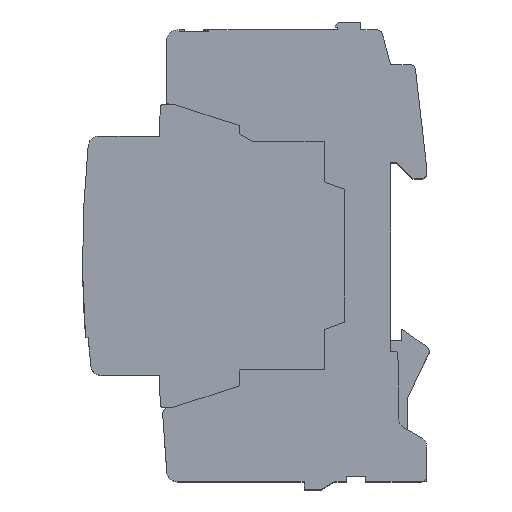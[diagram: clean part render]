
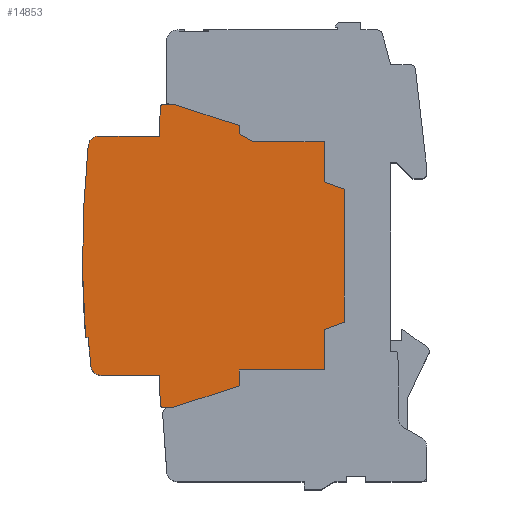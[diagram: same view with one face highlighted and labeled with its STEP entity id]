
A CAD part, top view. The second image highlights one B-rep face of the part: STEP entity #14853.
In plain terms, the highlighted planar face has unit normal (0, 0, 1).
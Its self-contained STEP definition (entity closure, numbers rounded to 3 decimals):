
#2001=DIRECTION('',(1.,0.,0.));
#2002=VECTOR('',#2001,0.839);
#2003=CARTESIAN_POINT('',(-41.65,28.5,44.4));
#2004=LINE('',#2003,#2002);
#4423=DIRECTION('',(0.951,-0.309,0.));
#4424=VECTOR('',#4423,12.944);
#4425=CARTESIAN_POINT('',(-40.811,28.5,44.4));
#4426=LINE('',#4425,#4424);
#4463=DIRECTION('',(0.,1.,0.));
#4464=VECTOR('',#4463,1.557);
#4465=CARTESIAN_POINT('',(-28.5,22.943,44.4));
#4466=LINE('',#4465,#4464);
#4503=DIRECTION('',(0.866,-0.5,0.));
#4504=VECTOR('',#4503,2.887);
#4505=CARTESIAN_POINT('',(-28.5,22.943,44.4));
#4506=LINE('',#4505,#4504);
#4543=DIRECTION('',(-1.,0.,0.));
#4544=VECTOR('',#4543,13.5);
#4545=CARTESIAN_POINT('',(-12.5,21.5,44.4));
#4546=LINE('',#4545,#4544);
#4583=DIRECTION('',(0.,-1.,0.));
#4584=VECTOR('',#4583,7.617);
#4585=CARTESIAN_POINT('',(-12.5,21.5,44.4));
#4586=LINE('',#4585,#4584);
#4623=DIRECTION('',(0.94,-0.342,0.));
#4624=VECTOR('',#4623,4.044);
#4625=CARTESIAN_POINT('',(-12.5,13.883,44.4));
#4626=LINE('',#4625,#4624);
#4663=DIRECTION('',(0.,-1.,0.));
#4664=VECTOR('',#4663,25.);
#4665=CARTESIAN_POINT('',(-8.7,12.5,44.4));
#4666=LINE('',#4665,#4664);
#4703=DIRECTION('',(-0.94,-0.342,0.));
#4704=VECTOR('',#4703,4.044);
#4705=CARTESIAN_POINT('',(-8.7,-12.5,44.4));
#4706=LINE('',#4705,#4704);
#4743=DIRECTION('',(0.,-1.,0.));
#4744=VECTOR('',#4743,7.617);
#4745=CARTESIAN_POINT('',(-12.5,-13.883,44.4));
#4746=LINE('',#4745,#4744);
#4783=DIRECTION('',(-1.,0.,0.));
#4784=VECTOR('',#4783,16.);
#4785=CARTESIAN_POINT('',(-12.5,-21.5,44.4));
#4786=LINE('',#4785,#4784);
#4823=DIRECTION('',(0.,-1.,0.));
#4824=VECTOR('',#4823,3.);
#4825=CARTESIAN_POINT('',(-28.5,-21.5,44.4));
#4826=LINE('',#4825,#4824);
#4863=DIRECTION('',(-0.951,-0.309,0.));
#4864=VECTOR('',#4863,12.944);
#4865=CARTESIAN_POINT('',(-28.5,-24.5,44.4));
#4866=LINE('',#4865,#4864);
#4903=DIRECTION('',(-1.,0.,0.));
#4904=VECTOR('',#4903,0.839);
#4905=CARTESIAN_POINT('',(-40.811,-28.5,44.4));
#4906=LINE('',#4905,#4904);
#5399=DIRECTION('',(1.,0.,0.));
#5400=VECTOR('',#5399,1.15);
#5401=CARTESIAN_POINT('',(-42.8,-28.5,44.4));
#5402=LINE('',#5401,#5400);
#5403=CARTESIAN_POINT('',(-42.8,-28.,44.4));
#5404=DIRECTION('',(0.,0.,1.));
#5405=DIRECTION('',(-0.998,-0.07,0.));
#5406=AXIS2_PLACEMENT_3D('',#5403,#5404,#5405);
#5408=DIRECTION('',(0.07,-0.998,0.));
#5409=VECTOR('',#5408,2.889);
#5410=CARTESIAN_POINT('',(-43.5,-25.153,44.4));
#5411=LINE('',#5410,#5409);
#5412=DIRECTION('',(0.,-1.,0.));
#5413=VECTOR('',#5412,2.653);
#5414=CARTESIAN_POINT('',(-43.5,-22.5,44.4));
#5415=LINE('',#5414,#5413);
#5416=CARTESIAN_POINT('',(-54.435,-20.5,44.4));
#5417=DIRECTION('',(0.,0.,1.));
#5418=DIRECTION('',(-0.995,-0.104,0.));
#5419=AXIS2_PLACEMENT_3D('',#5416,#5417,#5418);
#5421=CARTESIAN_POINT('',(142.,0.,44.4));
#5422=DIRECTION('',(0.,0.,1.));
#5423=DIRECTION('',(-0.997,-0.077,0.));
#5424=AXIS2_PLACEMENT_3D('',#5421,#5422,#5423);
#5426=DIRECTION('',(1.,0.,0.));
#5427=VECTOR('',#5426,0.5);
#5428=CARTESIAN_POINT('',(-57.41,-15.348,44.4));
#5429=LINE('',#5428,#5427);
#5430=CARTESIAN_POINT('',(142.,0.,44.4));
#5431=DIRECTION('',(0.,0.,1.));
#5432=DIRECTION('',(-0.995,0.104,0.));
#5433=AXIS2_PLACEMENT_3D('',#5430,#5431,#5432);
#5435=CARTESIAN_POINT('',(-54.936,20.5,44.4));
#5436=DIRECTION('',(0.,0.,1.));
#5437=DIRECTION('',(0.,1.,0.));
#5438=AXIS2_PLACEMENT_3D('',#5435,#5436,#5437);
#5440=DIRECTION('',(0.,-1.,0.));
#5441=VECTOR('',#5440,2.653);
#5442=CARTESIAN_POINT('',(-43.5,25.153,44.4));
#5443=LINE('',#5442,#5441);
#5444=DIRECTION('',(-0.07,-0.998,0.));
#5445=VECTOR('',#5444,2.889);
#5446=CARTESIAN_POINT('',(-43.298,28.035,44.4));
#5447=LINE('',#5446,#5445);
#5448=CARTESIAN_POINT('',(-42.8,28.,44.4));
#5449=DIRECTION('',(0.,0.,1.));
#5450=DIRECTION('',(0.,1.,0.));
#5451=AXIS2_PLACEMENT_3D('',#5448,#5449,#5450);
#5453=DIRECTION('',(-1.,0.,0.));
#5454=VECTOR('',#5453,1.15);
#5455=CARTESIAN_POINT('',(-41.65,28.5,44.4));
#5456=LINE('',#5455,#5454);
#5469=DIRECTION('',(1.,0.,0.));
#5470=VECTOR('',#5469,10.935);
#5471=CARTESIAN_POINT('',(-54.435,-22.5,44.4));
#5472=LINE('',#5471,#5470);
#5519=DIRECTION('',(-1.,0.,0.));
#5520=VECTOR('',#5519,11.436);
#5521=CARTESIAN_POINT('',(-43.5,22.5,44.4));
#5522=LINE('',#5521,#5520);
#7111=CARTESIAN_POINT('',(-42.8,28.5,44.4));
#7112=CARTESIAN_POINT('',(-43.298,28.035,44.4));
#7113=VERTEX_POINT('',#7111);
#7114=VERTEX_POINT('',#7112);
#7115=CARTESIAN_POINT('',(-43.5,25.153,44.4));
#7116=VERTEX_POINT('',#7115);
#7117=CARTESIAN_POINT('',(-43.5,22.5,44.4));
#7118=VERTEX_POINT('',#7117);
#7119=CARTESIAN_POINT('',(-54.936,22.5,44.4));
#7120=CARTESIAN_POINT('',(-56.925,20.707,44.4));
#7121=VERTEX_POINT('',#7119);
#7122=VERTEX_POINT('',#7120);
#7123=CARTESIAN_POINT('',(-57.41,-15.348,44.4));
#7124=VERTEX_POINT('',#7123);
#7125=CARTESIAN_POINT('',(-56.91,-15.348,44.4));
#7126=VERTEX_POINT('',#7125);
#7127=CARTESIAN_POINT('',(-56.424,-20.708,44.4));
#7128=VERTEX_POINT('',#7127);
#7129=CARTESIAN_POINT('',(-54.435,-22.5,44.4));
#7130=VERTEX_POINT('',#7129);
#7131=CARTESIAN_POINT('',(-43.5,-22.5,44.4));
#7132=CARTESIAN_POINT('',(-43.5,-25.153,44.4));
#7133=VERTEX_POINT('',#7131);
#7134=VERTEX_POINT('',#7132);
#7135=CARTESIAN_POINT('',(-43.298,-28.035,44.4));
#7136=VERTEX_POINT('',#7135);
#7137=CARTESIAN_POINT('',(-42.8,-28.5,44.4));
#7138=VERTEX_POINT('',#7137);
#7172=CARTESIAN_POINT('',(-41.65,28.5,44.4));
#7173=CARTESIAN_POINT('',(-40.811,28.5,44.4));
#7174=VERTEX_POINT('',#7172);
#7175=VERTEX_POINT('',#7173);
#7178=CARTESIAN_POINT('',(-28.5,24.5,44.4));
#7179=VERTEX_POINT('',#7178);
#7182=CARTESIAN_POINT('',(-28.5,22.943,44.4));
#7183=VERTEX_POINT('',#7182);
#7186=CARTESIAN_POINT('',(-26.,21.5,44.4));
#7187=VERTEX_POINT('',#7186);
#7190=CARTESIAN_POINT('',(-12.5,21.5,44.4));
#7191=VERTEX_POINT('',#7190);
#7194=CARTESIAN_POINT('',(-12.5,13.883,44.4));
#7195=VERTEX_POINT('',#7194);
#7198=CARTESIAN_POINT('',(-8.7,12.5,44.4));
#7199=VERTEX_POINT('',#7198);
#7202=CARTESIAN_POINT('',(-8.7,-12.5,44.4));
#7203=VERTEX_POINT('',#7202);
#7206=CARTESIAN_POINT('',(-12.5,-13.883,44.4));
#7207=VERTEX_POINT('',#7206);
#7210=CARTESIAN_POINT('',(-12.5,-21.5,44.4));
#7211=VERTEX_POINT('',#7210);
#7214=CARTESIAN_POINT('',(-28.5,-21.5,44.4));
#7215=VERTEX_POINT('',#7214);
#7218=CARTESIAN_POINT('',(-28.5,-24.5,44.4));
#7219=VERTEX_POINT('',#7218);
#7222=CARTESIAN_POINT('',(-40.811,-28.5,44.4));
#7223=VERTEX_POINT('',#7222);
#7226=CARTESIAN_POINT('',(-41.65,-28.5,44.4));
#7227=VERTEX_POINT('',#7226);
#14804=CARTESIAN_POINT('',(-12.5,0.,44.4));
#14805=DIRECTION('',(0.,0.,1.));
#14806=DIRECTION('',(1.,0.,0.));
#14807=AXIS2_PLACEMENT_3D('',#14804,#14805,#14806);
#14808=PLANE('',#14807);
#14809=ORIENTED_EDGE('',*,*,#9791,.T.);
#14810=ORIENTED_EDGE('',*,*,#13383,.T.);
#14811=ORIENTED_EDGE('',*,*,#13438,.F.);
#14812=ORIENTED_EDGE('',*,*,#13493,.T.);
#14813=ORIENTED_EDGE('',*,*,#13548,.F.);
#14814=ORIENTED_EDGE('',*,*,#13603,.T.);
#14815=ORIENTED_EDGE('',*,*,#13658,.T.);
#14816=ORIENTED_EDGE('',*,*,#13713,.T.);
#14817=ORIENTED_EDGE('',*,*,#13768,.T.);
#14818=ORIENTED_EDGE('',*,*,#13823,.T.);
#14819=ORIENTED_EDGE('',*,*,#13878,.T.);
#14820=ORIENTED_EDGE('',*,*,#13933,.T.);
#14821=ORIENTED_EDGE('',*,*,#13988,.T.);
#14822=ORIENTED_EDGE('',*,*,#14040,.T.);
#14823=ORIENTED_EDGE('',*,*,#9670,.F.);
#14825=ORIENTED_EDGE('',*,*,#14824,.F.);
#14827=ORIENTED_EDGE('',*,*,#14826,.F.);
#14829=ORIENTED_EDGE('',*,*,#14828,.F.);
#14831=ORIENTED_EDGE('',*,*,#14830,.F.);
#14833=ORIENTED_EDGE('',*,*,#14832,.F.);
#14835=ORIENTED_EDGE('',*,*,#14834,.F.);
#14837=ORIENTED_EDGE('',*,*,#14836,.F.);
#14839=ORIENTED_EDGE('',*,*,#14838,.F.);
#14841=ORIENTED_EDGE('',*,*,#14840,.F.);
#14843=ORIENTED_EDGE('',*,*,#14842,.F.);
#14845=ORIENTED_EDGE('',*,*,#14844,.F.);
#14847=ORIENTED_EDGE('',*,*,#14846,.F.);
#14849=ORIENTED_EDGE('',*,*,#14848,.F.);
#14850=ORIENTED_EDGE('',*,*,#10065,.F.);
#14851=EDGE_LOOP('',(#14809,#14810,#14811,#14812,#14813,#14814,#14815,#14816,
#14817,#14818,#14819,#14820,#14821,#14822,#14823,#14825,#14827,#14829,#14831,
#14833,#14835,#14837,#14839,#14841,#14843,#14845,#14847,#14849,#14850));
#14852=FACE_OUTER_BOUND('',#14851,.F.);
#14853=ADVANCED_FACE('',(#14852),#14808,.T.);
#5407=CIRCLE('',#5406,0.5);
#5420=CIRCLE('',#5419,2.);
#5425=CIRCLE('',#5424,199.501);
#5434=CIRCLE('',#5433,200.);
#5439=CIRCLE('',#5438,2.);
#5452=CIRCLE('',#5451,0.5);
#9670=EDGE_CURVE('',#7138,#7227,#5402,.T.);
#9791=EDGE_CURVE('',#7174,#7175,#2004,.T.);
#10065=EDGE_CURVE('',#7174,#7113,#5456,.T.);
#13383=EDGE_CURVE('',#7175,#7179,#4426,.T.);
#13438=EDGE_CURVE('',#7183,#7179,#4466,.T.);
#13493=EDGE_CURVE('',#7183,#7187,#4506,.T.);
#13548=EDGE_CURVE('',#7191,#7187,#4546,.T.);
#13603=EDGE_CURVE('',#7191,#7195,#4586,.T.);
#13658=EDGE_CURVE('',#7195,#7199,#4626,.T.);
#13713=EDGE_CURVE('',#7199,#7203,#4666,.T.);
#13768=EDGE_CURVE('',#7203,#7207,#4706,.T.);
#13823=EDGE_CURVE('',#7207,#7211,#4746,.T.);
#13878=EDGE_CURVE('',#7211,#7215,#4786,.T.);
#13933=EDGE_CURVE('',#7215,#7219,#4826,.T.);
#13988=EDGE_CURVE('',#7219,#7223,#4866,.T.);
#14040=EDGE_CURVE('',#7223,#7227,#4906,.T.);
#14824=EDGE_CURVE('',#7136,#7138,#5407,.T.);
#14826=EDGE_CURVE('',#7134,#7136,#5411,.T.);
#14828=EDGE_CURVE('',#7133,#7134,#5415,.T.);
#14830=EDGE_CURVE('',#7130,#7133,#5472,.T.);
#14832=EDGE_CURVE('',#7128,#7130,#5420,.T.);
#14834=EDGE_CURVE('',#7126,#7128,#5425,.T.);
#14836=EDGE_CURVE('',#7124,#7126,#5429,.T.);
#14838=EDGE_CURVE('',#7122,#7124,#5434,.T.);
#14840=EDGE_CURVE('',#7121,#7122,#5439,.T.);
#14842=EDGE_CURVE('',#7118,#7121,#5522,.T.);
#14844=EDGE_CURVE('',#7116,#7118,#5443,.T.);
#14846=EDGE_CURVE('',#7114,#7116,#5447,.T.);
#14848=EDGE_CURVE('',#7113,#7114,#5452,.T.);
